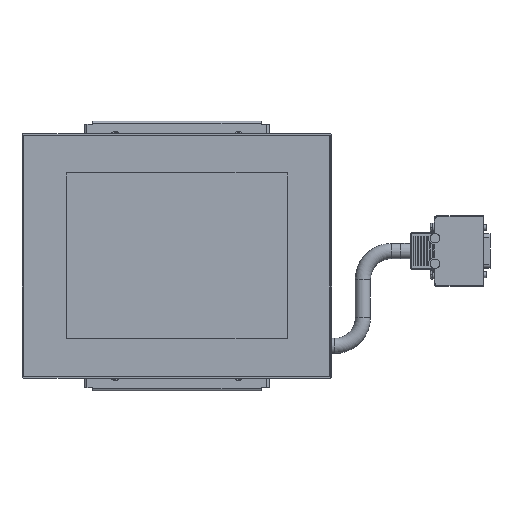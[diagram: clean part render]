
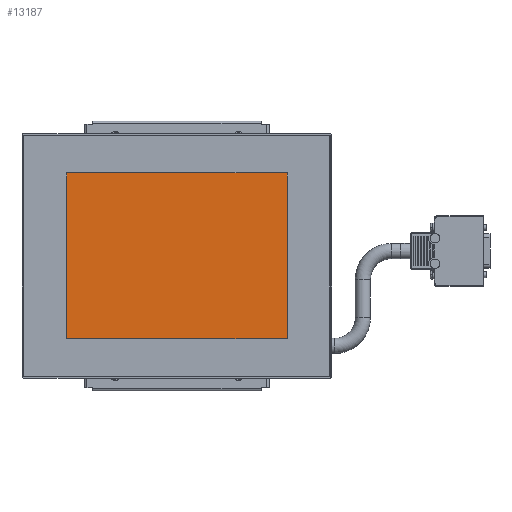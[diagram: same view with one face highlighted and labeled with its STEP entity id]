
A CAD part, top view. The second image highlights one B-rep face of the part: STEP entity #13187.
In plain terms, the highlighted planar face has unit normal (0, 0, 1).
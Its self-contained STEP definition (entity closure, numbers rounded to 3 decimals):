
#13086=CARTESIAN_POINT('',(-58.1,-43.7,3.9));
#13087=VERTEX_POINT('',#13086);
#13094=CARTESIAN_POINT('',(-58.1,43.7,3.9));
#13095=VERTEX_POINT('',#13094);
#13096=CARTESIAN_POINT('',(-58.1,43.7,3.9));
#13097=DIRECTION('',(0.0,-1.0,0.0));
#13098=VECTOR('',#13097,87.4);
#13099=LINE('',#13096,#13098);
#13100=EDGE_CURVE('',#13095,#13087,#13099,.T.);
#13118=CARTESIAN_POINT('',(58.1,43.7,3.9));
#13119=VERTEX_POINT('',#13118);
#13120=CARTESIAN_POINT('',(58.1,43.7,3.9));
#13121=DIRECTION('',(-1.0,0.0,0.0));
#13122=VECTOR('',#13121,116.2);
#13123=LINE('',#13120,#13122);
#13124=EDGE_CURVE('',#13119,#13095,#13123,.T.);
#13142=CARTESIAN_POINT('',(58.1,-43.7,3.9));
#13143=VERTEX_POINT('',#13142);
#13144=CARTESIAN_POINT('',(58.1,-43.7,3.9));
#13145=DIRECTION('',(0.0,1.0,0.0));
#13146=VECTOR('',#13145,87.4);
#13147=LINE('',#13144,#13146);
#13148=EDGE_CURVE('',#13143,#13119,#13147,.T.);
#13166=CARTESIAN_POINT('',(-58.1,-43.7,3.9));
#13167=DIRECTION('',(1.0,0.0,0.0));
#13168=VECTOR('',#13167,116.2);
#13169=LINE('',#13166,#13168);
#13170=EDGE_CURVE('',#13087,#13143,#13169,.T.);
#13176=CARTESIAN_POINT('',(-68.1,-52.44,3.9));
#13177=DIRECTION('',(0.0,0.0,1.0));
#13178=DIRECTION('',(1.0,0.0,0.0));
#13179=AXIS2_PLACEMENT_3D('',#13176,#13177,#13178);
#13180=PLANE('',#13179);
#13181=ORIENTED_EDGE('',*,*,#13100,.T.);
#13182=ORIENTED_EDGE('',*,*,#13170,.T.);
#13183=ORIENTED_EDGE('',*,*,#13148,.T.);
#13184=ORIENTED_EDGE('',*,*,#13124,.T.);
#13185=EDGE_LOOP('',(#13181,#13182,#13183,#13184));
#13186=FACE_OUTER_BOUND('',#13185,.T.);
#13187=ADVANCED_FACE('',(#13186),#13180,.T.);
